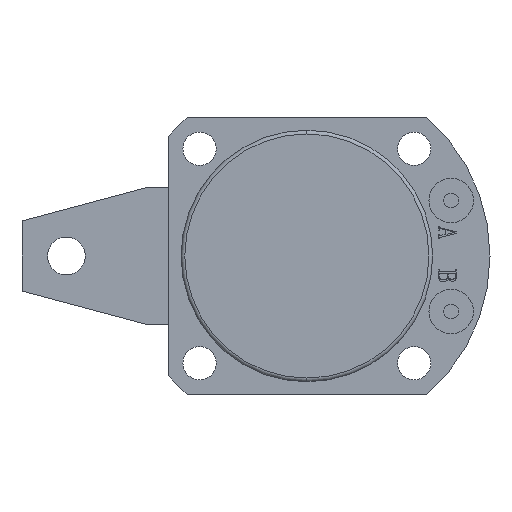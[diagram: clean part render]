
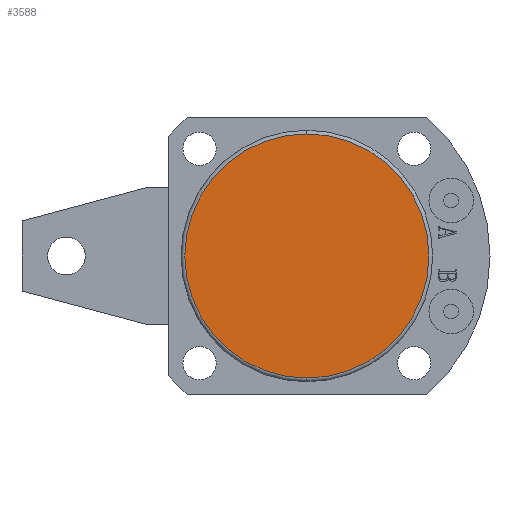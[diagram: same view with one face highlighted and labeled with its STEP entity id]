
A CAD part, front view. The second image highlights one B-rep face of the part: STEP entity #3588.
In plain terms, the highlighted planar face has unit normal (0, -1, 0).
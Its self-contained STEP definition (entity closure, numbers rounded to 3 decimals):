
#569 = FACE_OUTER_BOUND ( 'NONE', #3473, .T. ) ;
#775 = CIRCLE ( 'NONE', #5219, 33. ) ;
#1844 = CARTESIAN_POINT ( 'NONE',  ( 0., 0., 0. ) ) ;
#1845 = DIRECTION ( 'NONE',  ( 0., -1., 0. ) ) ;
#1846 = DIRECTION ( 'NONE',  ( 0., 0., 1. ) ) ;
#2033 = CARTESIAN_POINT ( 'NONE',  ( 0., 0., -33. ) ) ;
#2036 = CARTESIAN_POINT ( 'NONE',  ( 0., 0., 33. ) ) ;
#2356 = EDGE_CURVE ( 'NONE', #3056, #3053, #3950, .T. ) ;
#2809 = ORIENTED_EDGE ( 'NONE', *, *, #2356, .T. ) ;
#2810 = ORIENTED_EDGE ( 'NONE', *, *, #5806, .T. ) ;
#3053 = VERTEX_POINT ( 'NONE', #2033 ) ;
#3056 = VERTEX_POINT ( 'NONE', #2036 ) ;
#3382 = AXIS2_PLACEMENT_3D ( 'NONE', #1844, #1845, #1846 ) ;
#3473 = EDGE_LOOP ( 'NONE', ( #2809, #2810 ) ) ;
#3588 = ADVANCED_FACE ( 'NONE', ( #569 ), #4912, .F. ) ;
#3950 = CIRCLE ( 'NONE', #3382, 33. ) ;
#4910 = CARTESIAN_POINT ( 'NONE',  ( 0., 0., 0. ) ) ;
#4912 = PLANE ( 'NONE',  #5116 ) ;
#4915 = DIRECTION ( 'NONE',  ( 0., 1., 0. ) ) ;
#4916 = DIRECTION ( 'NONE',  ( 0., 0., 1. ) ) ;
#5116 = AXIS2_PLACEMENT_3D ( 'NONE', #4910, #4915, #4916 ) ;
#5219 = AXIS2_PLACEMENT_3D ( 'NONE', #5501, #5502, #5503 ) ;
#5501 = CARTESIAN_POINT ( 'NONE',  ( 0., 0., 0. ) ) ;
#5502 = DIRECTION ( 'NONE',  ( 0., -1., 0. ) ) ;
#5503 = DIRECTION ( 'NONE',  ( 0., 0., 1. ) ) ;
#5806 = EDGE_CURVE ( 'NONE', #3053, #3056, #775, .T. ) ;
